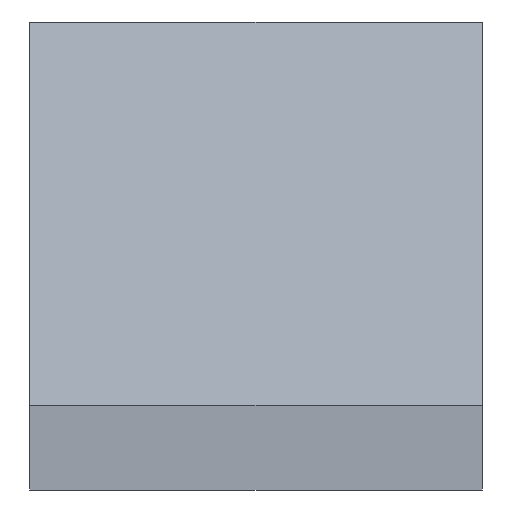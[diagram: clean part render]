
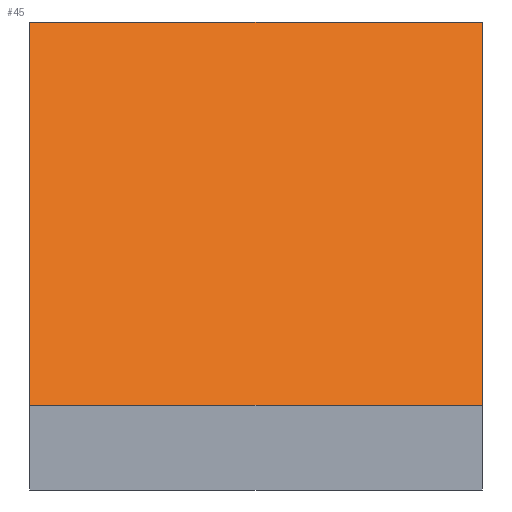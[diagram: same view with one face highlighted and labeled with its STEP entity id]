
A CAD part, front view. The second image highlights one B-rep face of the part: STEP entity #45.
In plain terms, the highlighted planar face has unit normal (0, -0.707, 0.707).
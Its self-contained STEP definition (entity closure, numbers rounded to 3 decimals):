
#45=ADVANCED_FACE('',(#88),#89,.T.);
#88=FACE_OUTER_BOUND('',#126,.T.);
#89=PLANE('',#127);
#126=EDGE_LOOP('',(#187,#188,#189,#190));
#127=AXIS2_PLACEMENT_3D('',#191,#192,#193);
#187=ORIENTED_EDGE('',*,*,#254,.F.);
#188=ORIENTED_EDGE('',*,*,#240,.F.);
#189=ORIENTED_EDGE('',*,*,#251,.F.);
#190=ORIENTED_EDGE('',*,*,#255,.F.);
#191=CARTESIAN_POINT('',(0.,-60.0,10.852));
#192=DIRECTION('',(0.,-0.707,0.707));
#193=DIRECTION('',(-1.0,0.,0.0));
#240=EDGE_CURVE('',#280,#282,#283,.T.);
#251=EDGE_CURVE('',#298,#280,#299,.T.);
#254=EDGE_CURVE('',#282,#302,#303,.T.);
#255=EDGE_CURVE('',#302,#298,#304,.T.);
#280=VERTEX_POINT('',#337);
#282=VERTEX_POINT('',#340);
#283=LINE('',#341,#342);
#298=VERTEX_POINT('',#364);
#299=LINE('',#365,#366);
#302=VERTEX_POINT('',#370);
#303=LINE('',#371,#372);
#304=LINE('',#373,#374);
#337=CARTESIAN_POINT('',(-29.0,-60.0,10.852));
#340=CARTESIAN_POINT('',(-29.0,-10.852,60.0));
#341=CARTESIAN_POINT('',(-29.0,-60.0,10.852));
#342=VECTOR('',#399,69.506);
#364=CARTESIAN_POINT('',(29.0,-60.0,10.852));
#365=CARTESIAN_POINT('',(29.0,-60.0,10.852));
#366=VECTOR('',#407,58.0);
#370=CARTESIAN_POINT('',(29.0,-10.852,60.0));
#371=CARTESIAN_POINT('',(-29.0,-10.852,60.0));
#372=VECTOR('',#409,58.0);
#373=CARTESIAN_POINT('',(29.0,-10.852,60.0));
#374=VECTOR('',#410,69.506);
#399=DIRECTION('',(0.,0.707,0.707));
#407=DIRECTION('',(-1.0,0.,0.0));
#409=DIRECTION('',(1.0,0.,0.0));
#410=DIRECTION('',(0.,-0.707,-0.707));
